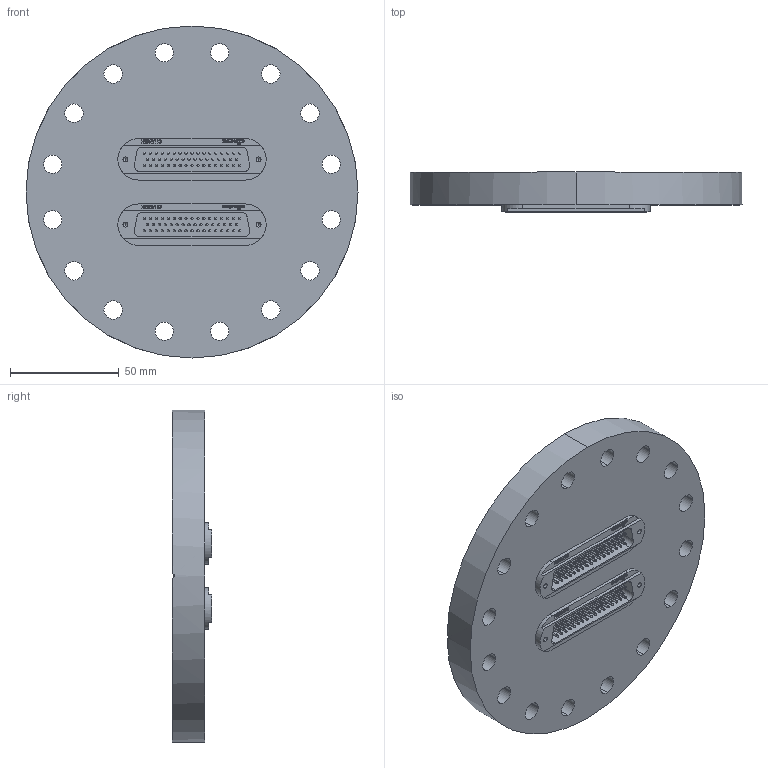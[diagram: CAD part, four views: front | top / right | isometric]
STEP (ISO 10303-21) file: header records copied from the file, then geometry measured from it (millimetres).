
FILE_DESCRIPTION (( 'STEP AP214' ), '1' );
FILE_NAME ('210-D50-C100-2.step', '2025-02-17T20:28:36', ( '' ), ( '' ), 'SwSTEP 2.0', 'SolidWorks 2022', '' );
FILE_SCHEMA (( 'AUTOMOTIVE_DESIGN' ));
Length unit declared in the file: millimetre
Products named in the file (5): 9218-D50-SS-V22_50pin 1mm beschr. allectra; 9210-D50-C100-2_CF100; 210-D50-C100-2; 9210-PIN-FENI_Pin vergoldet; 218-D50-SS_218-D50-SS
Assembly tree (54 placements, depth 3):
  210-D50-C100-2
    9210-D50-C100-2_CF100
    218-D50-SS_218-D50-SS  x2
      9218-D50-SS-V22_50pin 1mm beschr. allectra
      9210-PIN-FENI_Pin vergoldet
Bounding box: 152.4 x 18.2 x 152.4 mm (x, y, z)
Volume: 236240.5 mm3; surface area: 68516.7 mm2
Topology: 103 solids, 103 shells, 1148 faces, 3270 edges, 2160 vertices
Faces by surface type: cylinder 574, plane 296, sphere 200, bspline 54, cone 20, torus 4
Entity records: 15541 total; most frequent: CARTESIAN_POINT 4139, DIRECTION 2353, ORIENTED_EDGE 2218, EDGE_CURVE 1109, AXIS2_PLACEMENT_3D 866, VERTEX_POINT 734, LINE 621, VECTOR 621
